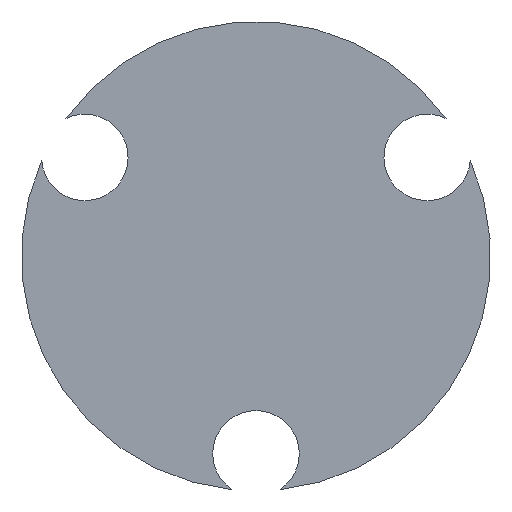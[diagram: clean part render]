
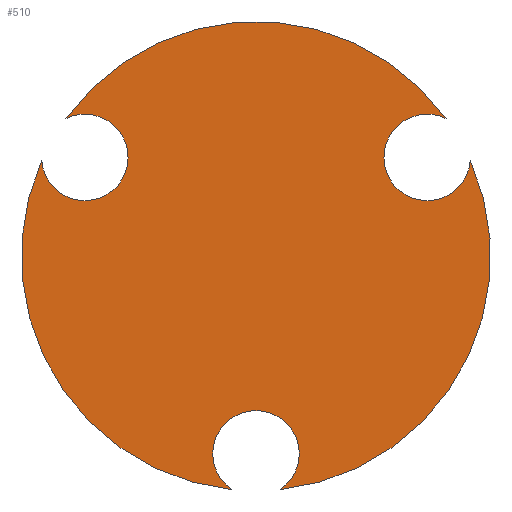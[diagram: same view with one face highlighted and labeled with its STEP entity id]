
A CAD part, front view. The second image highlights one B-rep face of the part: STEP entity #510.
In plain terms, the highlighted planar face has unit normal (0, -1, 0).
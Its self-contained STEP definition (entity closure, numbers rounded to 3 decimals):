
#314=PLANE('',#530);
#322=CIRCLE('',#519,1.75);
#323=CIRCLE('',#521,1.75);
#326=CIRCLE('',#525,1.75);
#328=CIRCLE('',#529,9.5);
#330=VERTEX_POINT('',#602);
#332=VERTEX_POINT('',#606);
#333=VERTEX_POINT('',#610);
#335=VERTEX_POINT('',#613);
#338=VERTEX_POINT('',#620);
#340=VERTEX_POINT('',#624);
#388=EDGE_CURVE('',#330,#332,#322,.T.);
#390=EDGE_CURVE('',#335,#333,#323,.T.);
#396=EDGE_CURVE('',#338,#340,#326,.T.);
#400=EDGE_CURVE('',#338,#333,#328,.T.);
#401=EDGE_CURVE('',#330,#340,#328,.T.);
#402=EDGE_CURVE('',#335,#332,#328,.T.);
#445=ORIENTED_EDGE('',*,*,#388,.T.);
#446=ORIENTED_EDGE('',*,*,#402,.F.);
#447=ORIENTED_EDGE('',*,*,#390,.T.);
#448=ORIENTED_EDGE('',*,*,#400,.F.);
#449=ORIENTED_EDGE('',*,*,#396,.T.);
#450=ORIENTED_EDGE('',*,*,#401,.F.);
#482=EDGE_LOOP('',(#445,#446,#447,#448,#449,#450));
#496=FACE_BOUND('',#482,.T.);
#510=ADVANCED_FACE('',(#496),#314,.T.);
#519=AXIS2_PLACEMENT_3D('',#607,#547,#548);
#521=AXIS2_PLACEMENT_3D('',#612,#552,#553);
#525=AXIS2_PLACEMENT_3D('',#625,#563,#564);
#529=AXIS2_PLACEMENT_3D('',#629,#570,#571);
#530=AXIS2_PLACEMENT_3D('',#630,#572,$);
#547=DIRECTION('',(0.,1.,0.));
#548=DIRECTION('',(1.75,0.,0.));
#552=DIRECTION('',(0.,1.,0.));
#553=DIRECTION('',(1.75,0.,0.));
#563=DIRECTION('',(0.,1.,0.));
#564=DIRECTION('',(1.75,0.,0.));
#570=DIRECTION('',(0.,1.,0.));
#571=DIRECTION('',(-9.5,0.,0.));
#572=DIRECTION('',(0.,-1.,0.));
#602=CARTESIAN_POINT('',(8.674,0.,3.875));
#606=CARTESIAN_POINT('',(7.693,0.,5.574));
#607=CARTESIAN_POINT('',(6.928,0.,4.));
#610=CARTESIAN_POINT('',(-8.674,0.,3.875));
#612=CARTESIAN_POINT('',(-6.928,0.,4.));
#613=CARTESIAN_POINT('',(-7.693,0.,5.574));
#620=CARTESIAN_POINT('',(-0.981,0.,-9.449));
#624=CARTESIAN_POINT('',(0.981,0.,-9.449));
#625=CARTESIAN_POINT('',(0.,0.,-8.));
#629=CARTESIAN_POINT('',(0.,0.,0.));
#630=CARTESIAN_POINT('',(-4.75,0.,0.));
